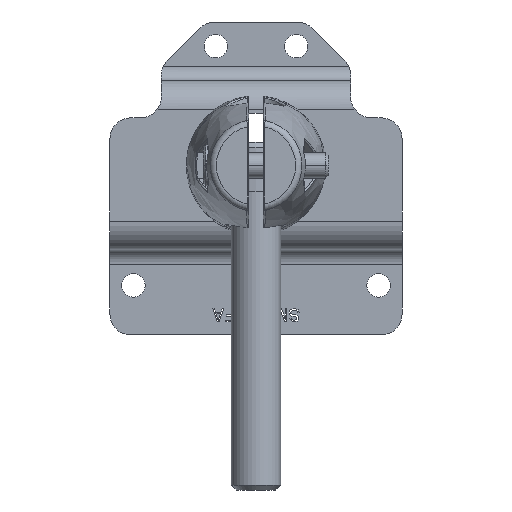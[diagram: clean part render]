
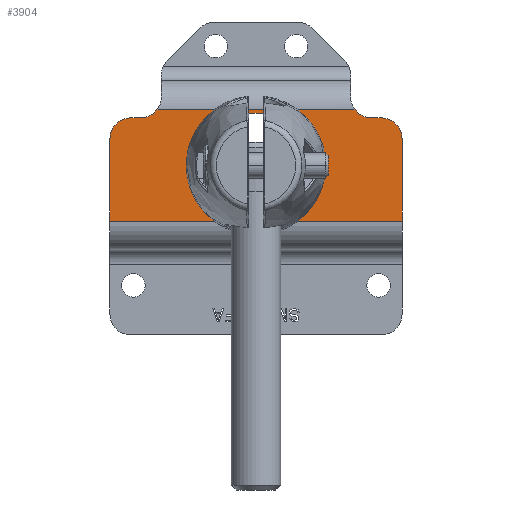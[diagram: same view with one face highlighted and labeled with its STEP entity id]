
A CAD part, front view. The second image highlights one B-rep face of the part: STEP entity #3904.
In plain terms, the highlighted planar face has unit normal (0, -1, 0).
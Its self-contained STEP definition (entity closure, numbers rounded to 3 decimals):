
#1213=CARTESIAN_POINT('',(0.,-2.769,2.5));
#1214=DIRECTION('',(0.,-1.,0.));
#1215=DIRECTION('',(0.,0.,1.));
#1216=AXIS2_PLACEMENT_3D('',#1213,#1214,#1215);
#1218=CARTESIAN_POINT('',(0.,-2.769,2.5));
#1219=DIRECTION('',(0.,-1.,0.));
#1220=DIRECTION('',(0.,0.,-1.));
#1221=AXIS2_PLACEMENT_3D('',#1218,#1219,#1220);
#1223=CARTESIAN_POINT('',(-24.,-2.769,7.615));
#1224=DIRECTION('',(0.,-1.,0.));
#1225=DIRECTION('',(0.,0.,1.));
#1226=AXIS2_PLACEMENT_3D('',#1223,#1224,#1225);
#1228=DIRECTION('',(1.,0.,0.));
#1229=VECTOR('',#1228,1.853);
#1230=CARTESIAN_POINT('',(-24.,-2.769,11.615));
#1231=LINE('',#1230,#1229);
#1232=DIRECTION('',(1.,0.,0.));
#1233=VECTOR('',#1232,0.841);
#1234=CARTESIAN_POINT('',(-18.989,-2.769,13.161));
#1235=LINE('',#1234,#1233);
#1236=DIRECTION('',(1.,0.,0.));
#1237=VECTOR('',#1236,36.295);
#1238=CARTESIAN_POINT('',(-18.147,-2.769,13.161));
#1239=LINE('',#1238,#1237);
#1240=DIRECTION('',(1.,0.,0.));
#1241=VECTOR('',#1240,0.841);
#1242=CARTESIAN_POINT('',(18.147,-2.769,13.161));
#1243=LINE('',#1242,#1241);
#1244=DIRECTION('',(-1.,0.,0.));
#1245=VECTOR('',#1244,1.853);
#1246=CARTESIAN_POINT('',(24.,-2.769,11.615));
#1247=LINE('',#1246,#1245);
#1248=CARTESIAN_POINT('',(24.,-2.769,7.615));
#1249=DIRECTION('',(0.,-1.,0.));
#1250=DIRECTION('',(1.,0.,0.));
#1251=AXIS2_PLACEMENT_3D('',#1248,#1249,#1250);
#1253=DIRECTION('',(0.,0.,-1.));
#1254=VECTOR('',#1253,15.776);
#1255=CARTESIAN_POINT('',(28.,-2.769,7.615));
#1256=LINE('',#1255,#1254);
#1257=DIRECTION('',(1.,0.,0.));
#1258=VECTOR('',#1257,56.);
#1259=CARTESIAN_POINT('',(-28.,-2.769,-8.161));
#1260=LINE('',#1259,#1258);
#1261=DIRECTION('',(0.,0.,1.));
#1262=VECTOR('',#1261,15.776);
#1263=CARTESIAN_POINT('',(-28.,-2.769,-8.161));
#1264=LINE('',#1263,#1262);
#1378=CARTESIAN_POINT('',(-22.147,-2.769,15.615));
#1379=DIRECTION('',(0.,1.,0.));
#1380=DIRECTION('',(0.79,0.,-0.614));
#1381=AXIS2_PLACEMENT_3D('',#1378,#1379,#1380);
#1461=CARTESIAN_POINT('',(22.147,-2.769,15.615));
#1462=DIRECTION('',(0.,1.,0.));
#1463=DIRECTION('',(0.,0.,-1.));
#1464=AXIS2_PLACEMENT_3D('',#1461,#1462,#1463);
#2389=CARTESIAN_POINT('',(28.,-2.769,-8.161));
#2391=VERTEX_POINT('',#2389);
#2401=CARTESIAN_POINT('',(-28.,-2.769,-8.161));
#2402=VERTEX_POINT('',#2401);
#2449=CARTESIAN_POINT('',(0.,-2.769,12.5));
#2450=CARTESIAN_POINT('',(0.,-2.769,-7.5));
#2451=VERTEX_POINT('',#2449);
#2452=VERTEX_POINT('',#2450);
#2462=CARTESIAN_POINT('',(-22.147,-2.769,11.615));
#2464=VERTEX_POINT('',#2462);
#2473=CARTESIAN_POINT('',(-18.147,-2.769,13.161));
#2474=CARTESIAN_POINT('',(18.147,-2.769,13.161));
#2475=VERTEX_POINT('',#2473);
#2476=VERTEX_POINT('',#2474);
#2479=CARTESIAN_POINT('',(-18.989,-2.769,13.161));
#2480=VERTEX_POINT('',#2479);
#2510=CARTESIAN_POINT('',(-24.,-2.769,11.615));
#2511=VERTEX_POINT('',#2510);
#2512=CARTESIAN_POINT('',(-28.,-2.769,7.615));
#2513=VERTEX_POINT('',#2512);
#2519=CARTESIAN_POINT('',(22.147,-2.769,11.615));
#2521=VERTEX_POINT('',#2519);
#2524=CARTESIAN_POINT('',(18.989,-2.769,13.161));
#2525=VERTEX_POINT('',#2524);
#2541=CARTESIAN_POINT('',(28.,-2.769,7.615));
#2542=VERTEX_POINT('',#2541);
#2543=CARTESIAN_POINT('',(24.,-2.769,11.615));
#2544=VERTEX_POINT('',#2543);
#3870=CARTESIAN_POINT('',(0.,-2.769,0.));
#3871=DIRECTION('',(0.,1.,0.));
#3872=DIRECTION('',(1.,0.,0.));
#3873=AXIS2_PLACEMENT_3D('',#3870,#3871,#3872);
#3874=PLANE('',#3873);
#3876=ORIENTED_EDGE('',*,*,#3875,.F.);
#3878=ORIENTED_EDGE('',*,*,#3877,.T.);
#3880=ORIENTED_EDGE('',*,*,#3879,.F.);
#3882=ORIENTED_EDGE('',*,*,#3881,.T.);
#3884=ORIENTED_EDGE('',*,*,#3883,.T.);
#3886=ORIENTED_EDGE('',*,*,#3885,.T.);
#3888=ORIENTED_EDGE('',*,*,#3887,.F.);
#3890=ORIENTED_EDGE('',*,*,#3889,.F.);
#3892=ORIENTED_EDGE('',*,*,#3891,.F.);
#3894=ORIENTED_EDGE('',*,*,#3893,.T.);
#3895=ORIENTED_EDGE('',*,*,#3772,.F.);
#3897=ORIENTED_EDGE('',*,*,#3896,.T.);
#3898=EDGE_LOOP('',(#3876,#3878,#3880,#3882,#3884,#3886,#3888,#3890,#3892,#3894,
#3895,#3897));
#3899=FACE_OUTER_BOUND('',#3898,.F.);
#3900=ORIENTED_EDGE('',*,*,#3850,.T.);
#3901=ORIENTED_EDGE('',*,*,#3864,.T.);
#3902=EDGE_LOOP('',(#3900,#3901));
#3903=FACE_BOUND('',#3902,.F.);
#3904=ADVANCED_FACE('',(#3899,#3903),#3874,.F.);
#1217=CIRCLE('',#1216,10.);
#1222=CIRCLE('',#1221,10.);
#1227=CIRCLE('',#1226,4.);
#1252=CIRCLE('',#1251,4.);
#1382=CIRCLE('',#1381,4.);
#1465=CIRCLE('',#1464,4.);
#3772=EDGE_CURVE('',#2402,#2391,#1260,.T.);
#3850=EDGE_CURVE('',#2451,#2452,#1217,.T.);
#3864=EDGE_CURVE('',#2452,#2451,#1222,.T.);
#3875=EDGE_CURVE('',#2511,#2513,#1227,.T.);
#3877=EDGE_CURVE('',#2511,#2464,#1231,.T.);
#3879=EDGE_CURVE('',#2480,#2464,#1382,.T.);
#3881=EDGE_CURVE('',#2480,#2475,#1235,.T.);
#3883=EDGE_CURVE('',#2475,#2476,#1239,.T.);
#3885=EDGE_CURVE('',#2476,#2525,#1243,.T.);
#3887=EDGE_CURVE('',#2521,#2525,#1465,.T.);
#3889=EDGE_CURVE('',#2544,#2521,#1247,.T.);
#3891=EDGE_CURVE('',#2542,#2544,#1252,.T.);
#3893=EDGE_CURVE('',#2542,#2391,#1256,.T.);
#3896=EDGE_CURVE('',#2402,#2513,#1264,.T.);
